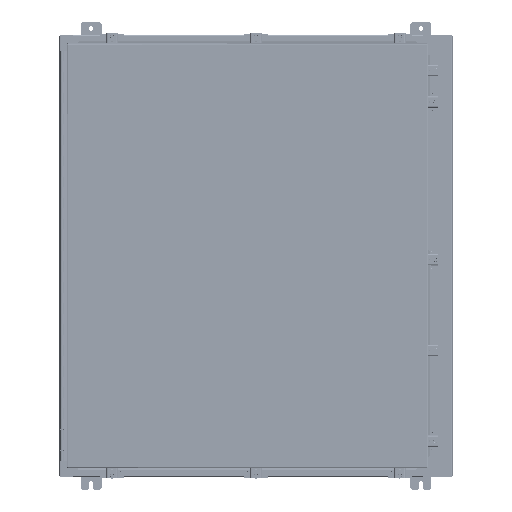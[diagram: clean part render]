
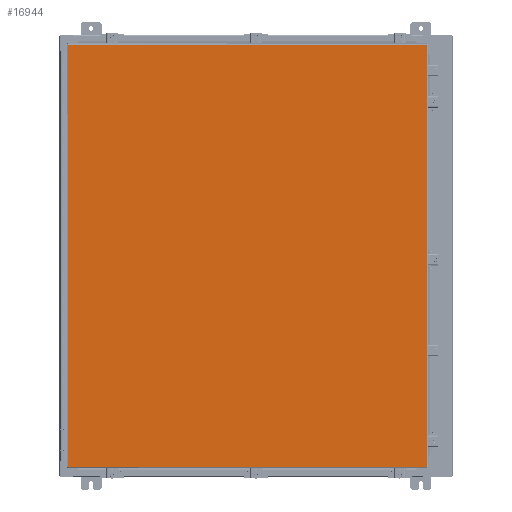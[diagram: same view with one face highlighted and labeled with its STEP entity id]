
A CAD part, top view. The second image highlights one B-rep face of the part: STEP entity #16944.
In plain terms, the highlighted planar face has unit normal (0, 0, 1).
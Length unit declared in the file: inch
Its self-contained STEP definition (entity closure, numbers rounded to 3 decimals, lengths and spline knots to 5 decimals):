
#889=PLANE('',#17966);
#1508=FACE_OUTER_BOUND('',#2438,.T.);
#2438=EDGE_LOOP('',(#12054,#12055,#12056,#12057));
#3547=LINE('',#25295,#5166);
#3553=LINE('',#25376,#5172);
#3559=LINE('',#25458,#5178);
#3566=LINE('',#25539,#5185);
#5166=VECTOR('',#20278,40.1645);
#5172=VECTOR('',#20292,34.13325);
#5178=VECTOR('',#20306,40.1645);
#5185=VECTOR('',#20323,34.13325);
#7373=VERTEX_POINT('',#25286);
#7374=VERTEX_POINT('',#25294);
#7377=VERTEX_POINT('',#25368);
#7381=VERTEX_POINT('',#25450);
#9128=EDGE_CURVE('',#7374,#7373,#3547,.T.);
#9138=EDGE_CURVE('',#7373,#7377,#3553,.T.);
#9148=EDGE_CURVE('',#7377,#7381,#3559,.T.);
#9159=EDGE_CURVE('',#7381,#7374,#3566,.T.);
#12054=ORIENTED_EDGE('',*,*,#9128,.T.);
#12055=ORIENTED_EDGE('',*,*,#9138,.T.);
#12056=ORIENTED_EDGE('',*,*,#9148,.T.);
#12057=ORIENTED_EDGE('',*,*,#9159,.T.);
#16944=ADVANCED_FACE('',(#1508),#889,.T.);
#17966=AXIS2_PLACEMENT_3D('',#25607,#20333,#20334);
#20278=DIRECTION('',(0.,1.,0.));
#20292=DIRECTION('',(-1.,0.,0.));
#20306=DIRECTION('',(0.,-1.,0.));
#20323=DIRECTION('',(1.,0.,0.));
#20333=DIRECTION('center_axis',(0.,0.,1.));
#20334=DIRECTION('ref_axis',(1.,0.,0.));
#25286=CARTESIAN_POINT('',(34.2385,40.26975,0.074));
#25294=CARTESIAN_POINT('',(34.2385,0.10525,0.074));
#25295=CARTESIAN_POINT('',(34.2385,10.14638,0.074));
#25368=CARTESIAN_POINT('',(0.10525,40.26975,0.074));
#25376=CARTESIAN_POINT('',(25.70519,40.26975,0.074));
#25450=CARTESIAN_POINT('',(0.10525,0.10525,0.074));
#25458=CARTESIAN_POINT('',(0.10525,30.22863,0.074));
#25539=CARTESIAN_POINT('',(8.63856,0.10525,0.074));
#25607=CARTESIAN_POINT('Origin',(17.17188,20.1875,0.074));
